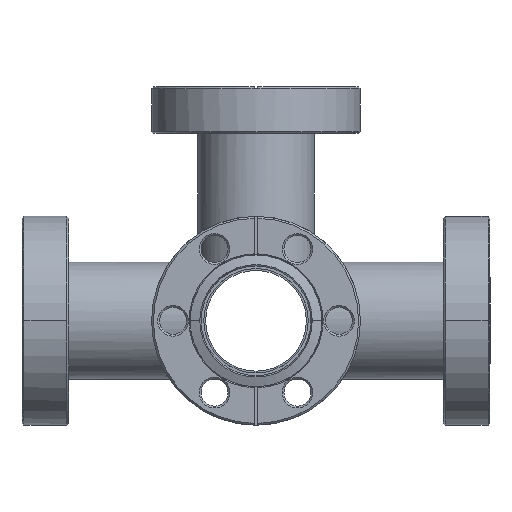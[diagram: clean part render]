
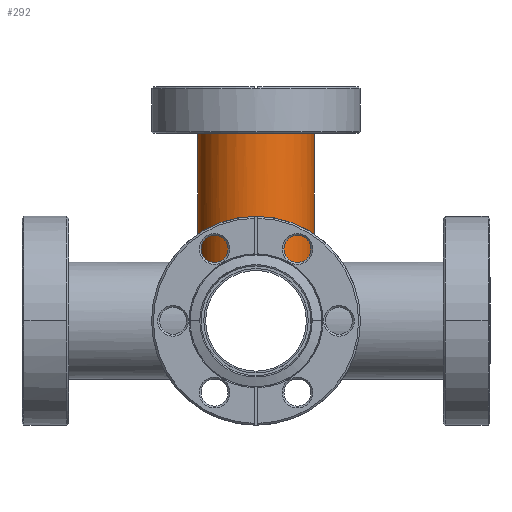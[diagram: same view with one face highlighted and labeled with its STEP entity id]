
A CAD part, front view. The second image highlights one B-rep face of the part: STEP entity #292.
In plain terms, the highlighted cylindrical face has radius 9.525 mm (diameter 19.05 mm), a partial arc.
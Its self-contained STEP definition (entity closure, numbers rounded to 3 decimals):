
#34 = CARTESIAN_POINT ( 'NONE',  ( 9.525, 0., 9.525 ) ) ;
#42 = CARTESIAN_POINT ( 'NONE',  ( -6.735, -6.735, 6.735 ) ) ;
#102 = LINE ( 'NONE', #2588, #1117 ) ;
#112 = CARTESIAN_POINT ( 'NONE',  ( -9.525, 0., 33.4 ) ) ;
#217 = VERTEX_POINT ( 'NONE', #2988 ) ;
#292 = ADVANCED_FACE ( 'NONE', ( #1136 ), #3081, .T. ) ;
#327 = CARTESIAN_POINT ( 'NONE',  ( 6.735, -6.735, 6.735 ) ) ;
#347 = CARTESIAN_POINT ( 'NONE',  ( 6.735, -6.735, 6.735 ) ) ;
#516 = DIRECTION ( 'NONE',  ( -1., 0., 0. ) ) ;
#741 = AXIS2_PLACEMENT_3D ( 'NONE', #1398, #4097, #1784 ) ;
#745 = ORIENTED_EDGE ( 'NONE', *, *, #4320, .T. ) ;
#887 = VERTEX_POINT ( 'NONE', #347 ) ;
#935 = EDGE_CURVE ( 'NONE', #4517, #887, #3993, .T. ) ;
#1004 = CARTESIAN_POINT ( 'NONE',  ( -2.56, -9.525, 9.525 ) ) ;
#1047 = EDGE_CURVE ( 'NONE', #887, #1872, #1908, .T. ) ;
#1117 = VECTOR ( 'NONE', #3354, 1000. ) ;
#1136 = FACE_OUTER_BOUND ( 'NONE', #4035, .T. ) ;
#1180 = VERTEX_POINT ( 'NONE', #112 ) ;
#1398 = CARTESIAN_POINT ( 'NONE',  ( 0., 0., 33.4 ) ) ;
#1554 = CARTESIAN_POINT ( 'NONE',  ( 6.735, -6.735, 6.735 ) ) ;
#1609 = EDGE_CURVE ( 'NONE', #1180, #3824, #4489, .T. ) ;
#1670 = VERTEX_POINT ( 'NONE', #2618 ) ;
#1758 = CARTESIAN_POINT ( 'NONE',  ( -4.925, -8.545, 8.545 ) ) ;
#1784 = DIRECTION ( 'NONE',  ( 1., 0., 0. ) ) ;
#1796 = ORIENTED_EDGE ( 'NONE', *, *, #2565, .F. ) ;
#1846 = CARTESIAN_POINT ( 'NONE',  ( 0., -9.525, 9.525 ) ) ;
#1872 = VERTEX_POINT ( 'NONE', #3125 ) ;
#1908 =( BOUNDED_CURVE ( )  B_SPLINE_CURVE ( 3, ( #1554, #3875, #2342, #34 ),
 .UNSPECIFIED., .F., .T. ) 
 B_SPLINE_CURVE_WITH_KNOTS ( ( 4, 4 ),
 ( 2.356, 3.142 ),
 .UNSPECIFIED. ) 
 CURVE ( )  GEOMETRIC_REPRESENTATION_ITEM ( )  RATIONAL_B_SPLINE_CURVE ( ( 1., 0.949, 0.949, 1. ) ) 
 REPRESENTATION_ITEM ( '' )  );
#1914 = VECTOR ( 'NONE', #3763, 1000. ) ;
#2228 =( BOUNDED_CURVE ( )  B_SPLINE_CURVE ( 3, ( #4835, #1758, #1004, #3705 ),
 .UNSPECIFIED., .F., .T. ) 
 B_SPLINE_CURVE_WITH_KNOTS ( ( 4, 4 ),
 ( 5.498, 6.283 ),
 .UNSPECIFIED. ) 
 CURVE ( )  GEOMETRIC_REPRESENTATION_ITEM ( )  RATIONAL_B_SPLINE_CURVE ( ( 1., 0.949, 0.949, 1. ) ) 
 REPRESENTATION_ITEM ( '' )  );
#2342 = CARTESIAN_POINT ( 'NONE',  ( 9.525, -2.56, 9.525 ) ) ;
#2354 = CARTESIAN_POINT ( 'NONE',  ( -8.545, -4.925, 8.545 ) ) ;
#2565 = EDGE_CURVE ( 'NONE', #3824, #1872, #102, .T. ) ;
#2588 = CARTESIAN_POINT ( 'NONE',  ( 9.525, 0., 33.4 ) ) ;
#2595 = EDGE_CURVE ( 'NONE', #1180, #1670, #4982, .T. ) ;
#2618 = CARTESIAN_POINT ( 'NONE',  ( -9.525, 0., 9.525 ) ) ;
#2635 = CARTESIAN_POINT ( 'NONE',  ( 4.925, -8.545, 8.545 ) ) ;
#2672 = ORIENTED_EDGE ( 'NONE', *, *, #935, .T. ) ;
#2885 = ORIENTED_EDGE ( 'NONE', *, *, #3399, .T. ) ;
#2988 = CARTESIAN_POINT ( 'NONE',  ( -6.735, -6.735, 6.735 ) ) ;
#3008 = DIRECTION ( 'NONE',  ( 0., 0., -1. ) ) ;
#3081 = CYLINDRICAL_SURFACE ( 'NONE', #3733, 9.525 ) ;
#3125 = CARTESIAN_POINT ( 'NONE',  ( 9.525, 0., 9.525 ) ) ;
#3262 = ORIENTED_EDGE ( 'NONE', *, *, #1609, .F. ) ;
#3354 = DIRECTION ( 'NONE',  ( 0., 0., -1. ) ) ;
#3369 = CARTESIAN_POINT ( 'NONE',  ( -9.525, 0., 33.4 ) ) ;
#3399 = EDGE_CURVE ( 'NONE', #1670, #217, #4358, .T. ) ;
#3443 = CARTESIAN_POINT ( 'NONE',  ( 0., -9.525, 9.525 ) ) ;
#3556 = ORIENTED_EDGE ( 'NONE', *, *, #2595, .T. ) ;
#3705 = CARTESIAN_POINT ( 'NONE',  ( 0., -9.525, 9.525 ) ) ;
#3733 = AXIS2_PLACEMENT_3D ( 'NONE', #4486, #3008, #516 ) ;
#3763 = DIRECTION ( 'NONE',  ( 0., 0., -1. ) ) ;
#3824 = VERTEX_POINT ( 'NONE', #4345 ) ;
#3875 = CARTESIAN_POINT ( 'NONE',  ( 8.545, -4.925, 8.545 ) ) ;
#3993 =( BOUNDED_CURVE ( )  B_SPLINE_CURVE ( 3, ( #1846, #4156, #2635, #327 ),
 .UNSPECIFIED., .F., .T. ) 
 B_SPLINE_CURVE_WITH_KNOTS ( ( 4, 4 ),
 ( 0., 0.785 ),
 .UNSPECIFIED. ) 
 CURVE ( )  GEOMETRIC_REPRESENTATION_ITEM ( )  RATIONAL_B_SPLINE_CURVE ( ( 1., 0.949, 0.949, 1. ) ) 
 REPRESENTATION_ITEM ( '' )  );
#4035 = EDGE_LOOP ( 'NONE', ( #1796, #3262, #3556, #2885, #745, #2672, #4753 ) ) ;
#4097 = DIRECTION ( 'NONE',  ( 0., 0., 1. ) ) ;
#4156 = CARTESIAN_POINT ( 'NONE',  ( 2.56, -9.525, 9.525 ) ) ;
#4265 = CARTESIAN_POINT ( 'NONE',  ( -9.525, 0., 9.525 ) ) ;
#4320 = EDGE_CURVE ( 'NONE', #217, #4517, #2228, .T. ) ;
#4345 = CARTESIAN_POINT ( 'NONE',  ( 9.525, 0., 33.4 ) ) ;
#4358 =( BOUNDED_CURVE ( )  B_SPLINE_CURVE ( 3, ( #4265, #4658, #2354, #42 ),
 .UNSPECIFIED., .F., .T. ) 
 B_SPLINE_CURVE_WITH_KNOTS ( ( 4, 4 ),
 ( 0., 0.785 ),
 .UNSPECIFIED. ) 
 CURVE ( )  GEOMETRIC_REPRESENTATION_ITEM ( )  RATIONAL_B_SPLINE_CURVE ( ( 1., 0.949, 0.949, 1. ) ) 
 REPRESENTATION_ITEM ( '' )  );
#4486 = CARTESIAN_POINT ( 'NONE',  ( 0., 0., 33.4 ) ) ;
#4489 = CIRCLE ( 'NONE', #741, 9.525 ) ;
#4517 = VERTEX_POINT ( 'NONE', #3443 ) ;
#4658 = CARTESIAN_POINT ( 'NONE',  ( -9.525, -2.56, 9.525 ) ) ;
#4753 = ORIENTED_EDGE ( 'NONE', *, *, #1047, .T. ) ;
#4835 = CARTESIAN_POINT ( 'NONE',  ( -6.735, -6.735, 6.735 ) ) ;
#4982 = LINE ( 'NONE', #3369, #1914 ) ;
